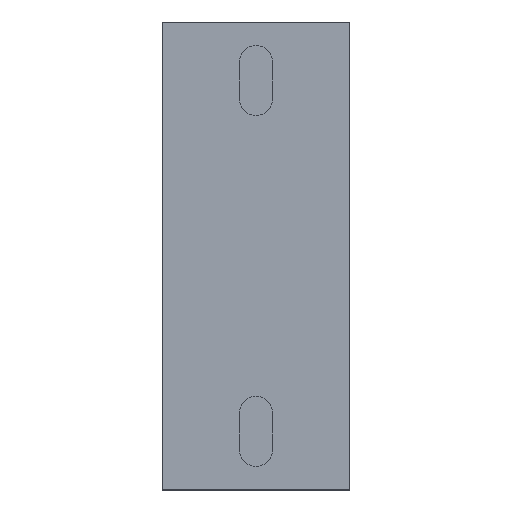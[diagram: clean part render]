
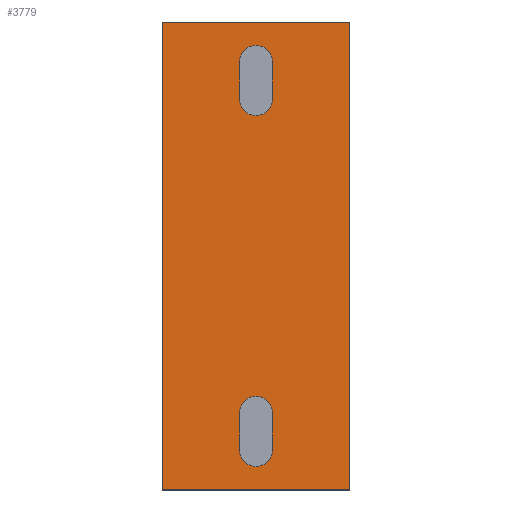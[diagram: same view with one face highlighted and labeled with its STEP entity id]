
A CAD part, top view. The second image highlights one B-rep face of the part: STEP entity #3779.
In plain terms, the highlighted planar face has unit normal (0, 0, 1).
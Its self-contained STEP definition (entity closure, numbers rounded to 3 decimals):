
#293=FACE_OUTER_BOUND('',#411,.T.);
#411=EDGE_LOOP('',(#3292,#3293,#3294,#3295));
#906=LINE('',#5950,#1394);
#912=LINE('',#5961,#1400);
#914=LINE('',#5966,#1402);
#917=LINE('',#5970,#1405);
#1394=VECTOR('',#4712,1.);
#1400=VECTOR('',#4720,1.);
#1402=VECTOR('',#4724,1.);
#1405=VECTOR('',#4729,1.);
#1952=VERTEX_POINT('',#5948);
#1953=VERTEX_POINT('',#5949);
#1957=VERTEX_POINT('',#5959);
#1959=VERTEX_POINT('',#5965);
#2566=EDGE_CURVE('',#1952,#1953,#906,.T.);
#2572=EDGE_CURVE('',#1957,#1952,#912,.T.);
#2574=EDGE_CURVE('',#1959,#1953,#914,.T.);
#2577=EDGE_CURVE('',#1957,#1959,#917,.T.);
#3292=ORIENTED_EDGE('',*,*,#2577,.T.);
#3293=ORIENTED_EDGE('',*,*,#2574,.T.);
#3294=ORIENTED_EDGE('',*,*,#2566,.F.);
#3295=ORIENTED_EDGE('',*,*,#2572,.F.);
#3667=PLANE('',#3993);
#3779=ADVANCED_FACE('',(#293),#3667,.T.);
#3993=AXIS2_PLACEMENT_3D('',#5972,#4732,#4733);
#4712=DIRECTION('',(-1.,0.,0.));
#4720=DIRECTION('',(0.,-1.,0.));
#4724=DIRECTION('',(0.,-1.,0.));
#4729=DIRECTION('',(-1.,0.,0.));
#4732=DIRECTION('center_axis',(0.,0.,1.));
#4733=DIRECTION('ref_axis',(1.,0.,0.));
#5948=CARTESIAN_POINT('',(79.733,-26.037,998.059));
#5949=CARTESIAN_POINT('',(-0.267,-26.037,998.059));
#5950=CARTESIAN_POINT('',(79.733,-26.037,998.059));
#5959=CARTESIAN_POINT('',(79.733,173.963,998.059));
#5961=CARTESIAN_POINT('',(79.733,23.963,998.059));
#5965=CARTESIAN_POINT('',(-0.267,173.963,998.059));
#5966=CARTESIAN_POINT('',(-0.267,23.963,998.059));
#5970=CARTESIAN_POINT('',(-0.267,173.963,998.059));
#5972=CARTESIAN_POINT('Origin',(39.733,98.963,998.059));
